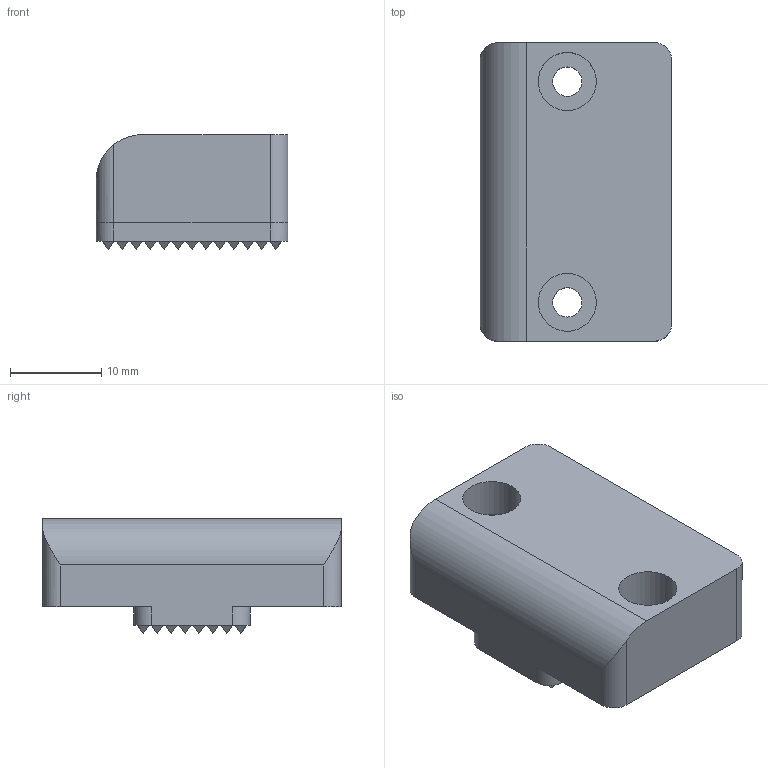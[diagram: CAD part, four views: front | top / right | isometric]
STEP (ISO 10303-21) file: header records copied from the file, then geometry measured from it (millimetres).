
FILE_DESCRIPTION(/* description */ (''),/* implementation_level */ '2;1');
FILE_NAME(/* name */ 'USBCClamp.stp',/* time_stamp */ '2021-10-10T18:46:36-04:00',/* author */ ('trl121'),/* organization */ (''),/* preprocessor_version */ 'ST-DEVELOPER v18.1',/* originating_system */ 'Autodesk Inventor 2022',/* authorisation */ '');
FILE_SCHEMA (('AUTOMOTIVE_DESIGN { 1 0 10303 214 3 1 1 }'));
Length unit declared in the file: inch
Products named in the file (1): USBCClamp
Bounding box: 20.95 x 32.62 x 12.57 mm (x, y, z)
Volume: 6609.5 mm3; surface area: 2791 mm2
Topology: 1 solids, 1 shells, 441 faces, 907 edges, 570 vertices
Faces by surface type: plane 428, cylinder 13
Full cylindrical faces by diameter (mm): 3.2 x2, 6.35 x2
Entity records: 11672 total; most frequent: CARTESIAN_POINT 1937, DIRECTION 1825, ORIENTED_EDGE 1814, EDGE_CURVE 907, LINE 869, VECTOR 869, VERTEX_POINT 570, EDGE_LOOP 547
